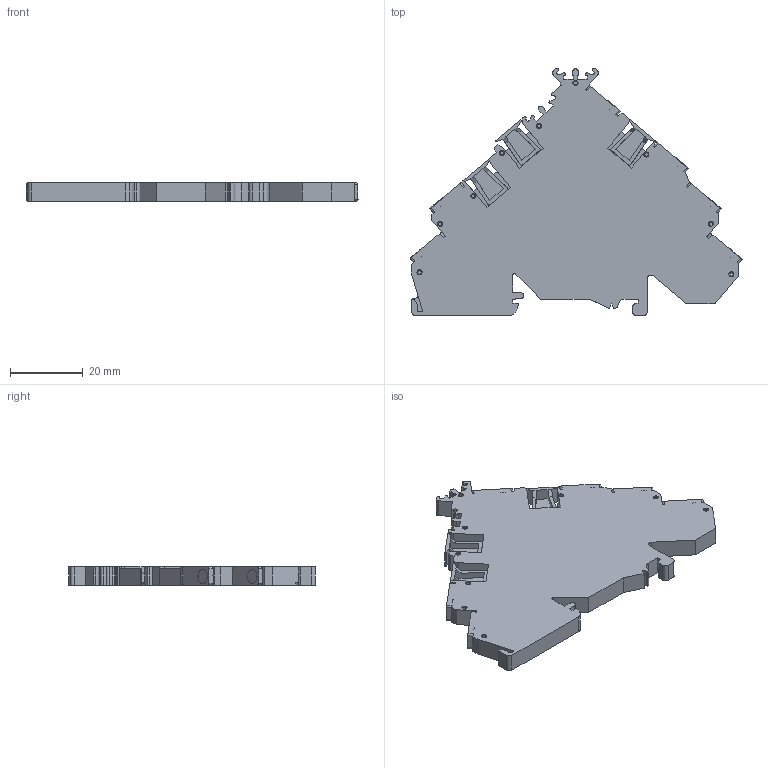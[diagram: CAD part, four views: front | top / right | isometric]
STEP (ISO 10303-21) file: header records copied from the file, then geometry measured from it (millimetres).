
FILE_DESCRIPTION((''),'2;1');
FILE_NAME('PRT0001','2023-11-21T',('dell'),(''),'PRO/ENGINEER BY PARAMETRIC TECHNOLOGY CORPORATION, 2013230','PRO/ENGINEER BY PARAMETRIC TECHNOLOGY CORPORATION, 2013230','');
FILE_SCHEMA(('AUTOMOTIVE_DESIGN { 1 0 10303 214 1 1 1 1 }'));
Length unit declared in the file: millimetre
Products named in the file (1): PRT0001
Bounding box: 91.4 x 68 x 5 mm (x, y, z)
Volume: 17097.4 mm3; surface area: 11547.1 mm2
Topology: 1 solids, 35 shells, 714 faces, 1820 edges, 1168 vertices
Faces by surface type: plane 460, cylinder 169, cone 72, bspline 13
Entity records: 22167 total; most frequent: CARTESIAN_POINT 4647, ORIENTED_EDGE 3640, DIRECTION 3536, EDGE_CURVE 1820, VECTOR 1304, LINE 1304, VERTEX_POINT 1168, AXIS2_PLACEMENT_3D 1116
